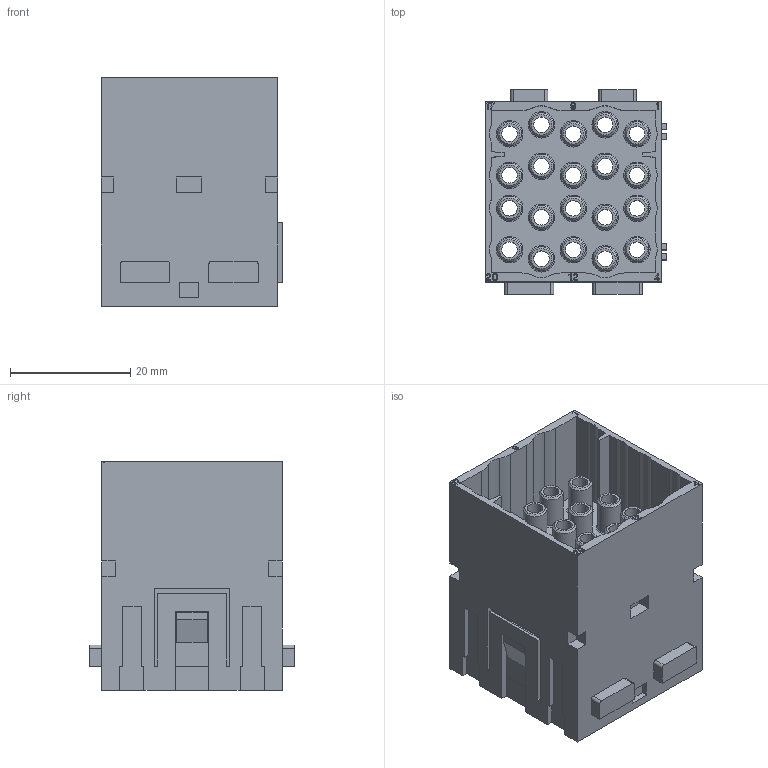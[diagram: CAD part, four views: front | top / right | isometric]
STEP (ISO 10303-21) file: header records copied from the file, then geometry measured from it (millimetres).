
FILE_DESCRIPTION(('Creo Elements/Direct Modeling STEP Export'),'2;1');
FILE_NAME('CX 20 CM.stp','2013-11-14T17:10:08',(''),(''),'Creo Elements/Direct Modeling STEP processor for AP214 (Solid Model)','Creo Elements/Direct Modeling 18.0B 02-Dec-2011 (C) Parametric Technology GmbH','');
FILE_SCHEMA(('AUTOMOTIVE_DESIGN { 1 0 10303 214 1 1 1 1 }'));
Products named in the file (2): CX_20_CM
Assembly tree (1 placements, depth 2):
  CX_20_CM
    CX_20_CM
Bounding box: 30.3 x 34 x 38 mm (x, y, z)
Volume: 13447.2 mm3; surface area: 18693.1 mm2
Topology: 1 solids, 1 shells, 2170 faces, 6076 edges, 3995 vertices
Faces by surface type: plane 1806, cylinder 184, cone 100, torus 78, bspline 2
Entity records: 72771 total; most frequent: CARTESIAN_POINT 12643, ORIENTED_EDGE 12152, DIRECTION 10432, EDGE_CURVE 6076, VECTOR 5368, LINE 5368, VERTEX_POINT 3995, AXIS2_PLACEMENT_3D 2532
